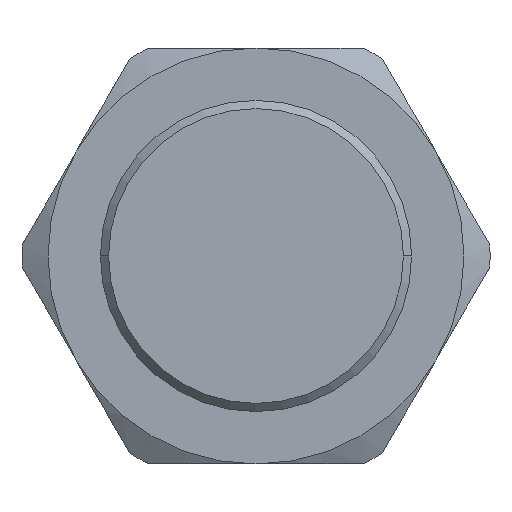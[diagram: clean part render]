
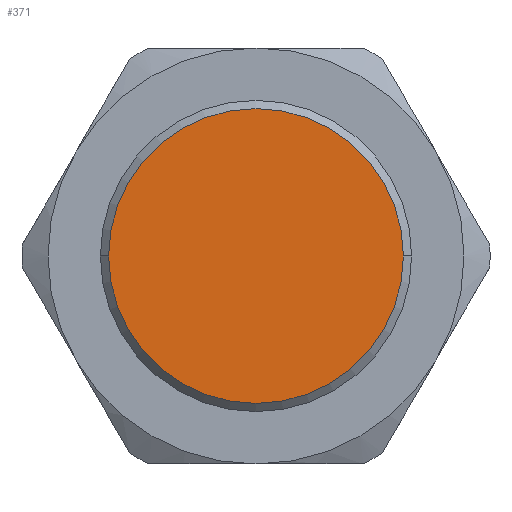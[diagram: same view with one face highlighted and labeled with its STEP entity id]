
A CAD part, left-side view. The second image highlights one B-rep face of the part: STEP entity #371.
In plain terms, the highlighted planar face has unit normal (-1, 0, 0).
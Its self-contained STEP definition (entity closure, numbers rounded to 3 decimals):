
#102 = EDGE_CURVE ( 'NONE', #5530, #6290, #617, .T. ) ;
#371 = ADVANCED_FACE ( 'NONE', ( #5509 ), #3362, .F. ) ;
#384 = DIRECTION ( 'NONE',  ( 0., 1., 0. ) ) ;
#532 = EDGE_LOOP ( 'NONE', ( #1407, #969 ) ) ;
#617 = CIRCLE ( 'NONE', #2904, 9. ) ;
#812 = DIRECTION ( 'NONE',  ( -1., 0., 0. ) ) ;
#969 = ORIENTED_EDGE ( 'NONE', *, *, #102, .T. ) ;
#1200 = DIRECTION ( 'NONE',  ( 0., 1., 0. ) ) ;
#1407 = ORIENTED_EDGE ( 'NONE', *, *, #5439, .T. ) ;
#1711 = CIRCLE ( 'NONE', #4135, 9. ) ;
#2904 = AXIS2_PLACEMENT_3D ( 'NONE', #5211, #812, #3772 ) ;
#3362 = PLANE ( 'NONE',  #4630 ) ;
#3386 = CARTESIAN_POINT ( 'NONE',  ( -4., 0., 0. ) ) ;
#3772 = DIRECTION ( 'NONE',  ( 0., 1., 0. ) ) ;
#4135 = AXIS2_PLACEMENT_3D ( 'NONE', #5645, #4193, #1200 ) ;
#4193 = DIRECTION ( 'NONE',  ( -1., 0., 0. ) ) ;
#4557 = CARTESIAN_POINT ( 'NONE',  ( -4., 9., 0. ) ) ;
#4630 = AXIS2_PLACEMENT_3D ( 'NONE', #3386, #5329, #384 ) ;
#5211 = CARTESIAN_POINT ( 'NONE',  ( -4., 0., 0. ) ) ;
#5329 = DIRECTION ( 'NONE',  ( 1., 0., 0. ) ) ;
#5362 = CARTESIAN_POINT ( 'NONE',  ( -4., -9., 0. ) ) ;
#5439 = EDGE_CURVE ( 'NONE', #6290, #5530, #1711, .T. ) ;
#5509 = FACE_OUTER_BOUND ( 'NONE', #532, .T. ) ;
#5530 = VERTEX_POINT ( 'NONE', #5362 ) ;
#5645 = CARTESIAN_POINT ( 'NONE',  ( -4., 0., 0. ) ) ;
#6290 = VERTEX_POINT ( 'NONE', #4557 ) ;
